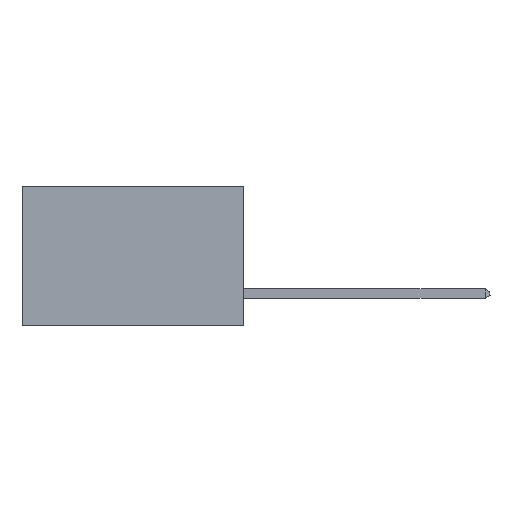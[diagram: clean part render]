
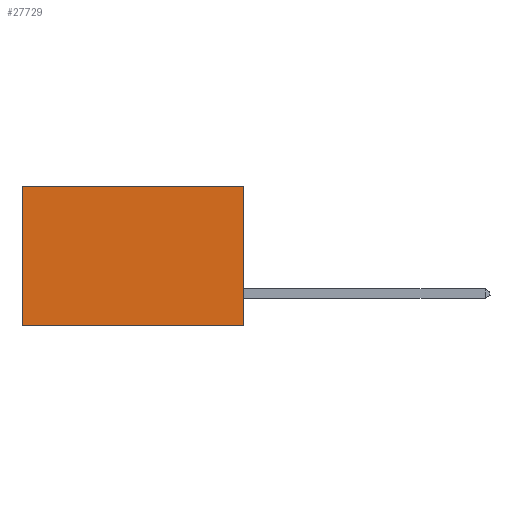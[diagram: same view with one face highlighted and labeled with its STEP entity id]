
A CAD part, left-side view. The second image highlights one B-rep face of the part: STEP entity #27729.
In plain terms, the highlighted planar face has unit normal (-1, 0, 0).
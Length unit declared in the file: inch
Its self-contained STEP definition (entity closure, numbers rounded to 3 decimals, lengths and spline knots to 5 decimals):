
#79 = CARTESIAN_POINT ( 'NONE',  ( 0.277, 0., 0. ) ) ;
#739 = VECTOR ( 'NONE', #29035, 39.37008 ) ;
#1141 = CARTESIAN_POINT ( 'NONE',  ( 0.277, 0., -0.37 ) ) ;
#3258 = ORIENTED_EDGE ( 'NONE', *, *, #26778, .T. ) ;
#4262 = VECTOR ( 'NONE', #9385, 39.37008 ) ;
#4419 = EDGE_LOOP ( 'NONE', ( #3258, #31494, #14105, #18308 ) ) ;
#5001 = CARTESIAN_POINT ( 'NONE',  ( 0.277, 0.59, 0. ) ) ;
#5873 = VECTOR ( 'NONE', #30320, 39.37008 ) ;
#7715 = PLANE ( 'NONE',  #10231 ) ;
#7786 = VERTEX_POINT ( 'NONE', #5001 ) ;
#7854 = EDGE_CURVE ( 'NONE', #25810, #7786, #12766, .T. ) ;
#9385 = DIRECTION ( 'NONE',  ( 0., 0., -1. ) ) ;
#9717 = EDGE_CURVE ( 'NONE', #18977, #22117, #24363, .T. ) ;
#10231 = AXIS2_PLACEMENT_3D ( 'NONE', #27788, #12936, #30218 ) ;
#12425 = EDGE_CURVE ( 'NONE', #25810, #18977, #21082, .T. ) ;
#12766 = LINE ( 'NONE', #79, #5873 ) ;
#12934 = CARTESIAN_POINT ( 'NONE',  ( 0.277, 0., -0.37 ) ) ;
#12936 = DIRECTION ( 'NONE',  ( 1., 0., 0. ) ) ;
#14105 = ORIENTED_EDGE ( 'NONE', *, *, #12425, .F. ) ;
#15464 = DIRECTION ( 'NONE',  ( 0., 1., 0. ) ) ;
#16769 = CARTESIAN_POINT ( 'NONE',  ( 0.277, 0., -0.37 ) ) ;
#18308 = ORIENTED_EDGE ( 'NONE', *, *, #7854, .T. ) ;
#18977 = VERTEX_POINT ( 'NONE', #1141 ) ;
#20937 = CARTESIAN_POINT ( 'NONE',  ( 0.277, 0.59, -0.37 ) ) ;
#21082 = LINE ( 'NONE', #16769, #739 ) ;
#22117 = VERTEX_POINT ( 'NONE', #20937 ) ;
#24363 = LINE ( 'NONE', #12934, #31591 ) ;
#25153 = CARTESIAN_POINT ( 'NONE',  ( 0.277, 0., 0. ) ) ;
#25231 = LINE ( 'NONE', #31662, #4262 ) ;
#25810 = VERTEX_POINT ( 'NONE', #25153 ) ;
#26778 = EDGE_CURVE ( 'NONE', #7786, #22117, #25231, .T. ) ;
#27076 = FACE_OUTER_BOUND ( 'NONE', #4419, .T. ) ;
#27729 = ADVANCED_FACE ( 'NONE', ( #27076 ), #7715, .F. ) ;
#27788 = CARTESIAN_POINT ( 'NONE',  ( 0.277, 0., -0.37 ) ) ;
#29035 = DIRECTION ( 'NONE',  ( 0., 0., -1. ) ) ;
#30218 = DIRECTION ( 'NONE',  ( 0., 0., -1. ) ) ;
#30320 = DIRECTION ( 'NONE',  ( 0., 1., 0. ) ) ;
#31494 = ORIENTED_EDGE ( 'NONE', *, *, #9717, .F. ) ;
#31591 = VECTOR ( 'NONE', #15464, 39.37008 ) ;
#31662 = CARTESIAN_POINT ( 'NONE',  ( 0.277, 0.59, -0.37 ) ) ;
